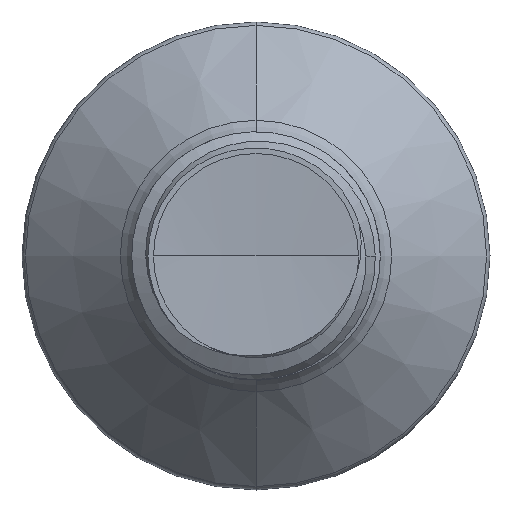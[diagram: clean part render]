
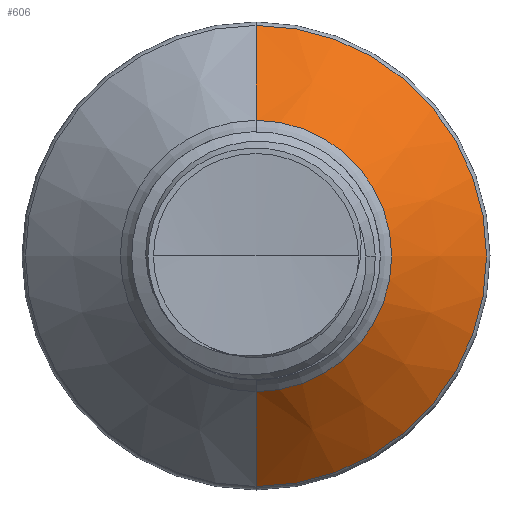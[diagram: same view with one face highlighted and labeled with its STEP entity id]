
A CAD part, front view. The second image highlights one B-rep face of the part: STEP entity #606.
In plain terms, the highlighted conical face has half-angle 45 degrees and reference radius 3.276 mm.
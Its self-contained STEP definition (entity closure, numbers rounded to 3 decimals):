
#606 = ADVANCED_FACE ( 'NONE', ( #6330 ), #9188, .T. ) ;
#730 = EDGE_CURVE ( 'NONE', #9084, #3818, #9047, .T. ) ;
#1469 = ORIENTED_EDGE ( 'NONE', *, *, #1957, .F. ) ;
#1957 = EDGE_CURVE ( 'NONE', #7428, #2425, #7504, .T. ) ;
#1974 = AXIS2_PLACEMENT_3D ( 'NONE', #8321, #8317, #8316 ) ;
#2425 = VERTEX_POINT ( 'NONE', #4612 ) ;
#2849 = AXIS2_PLACEMENT_3D ( 'NONE', #7318, #7316, #7306 ) ;
#3038 = CARTESIAN_POINT ( 'NONE',  ( 0., 2.607, -3.276 ) ) ;
#3780 = AXIS2_PLACEMENT_3D ( 'NONE', #8141, #8134, #8132 ) ;
#3818 = VERTEX_POINT ( 'NONE', #9242 ) ;
#4378 = CIRCLE ( 'NONE', #3780, 5.567 ) ;
#4612 = CARTESIAN_POINT ( 'NONE',  ( 0., 4.899, 5.567 ) ) ;
#4964 = CIRCLE ( 'NONE', #1974, 3.276 ) ;
#5098 = EDGE_CURVE ( 'NONE', #7428, #9084, #4964, .T. ) ;
#5729 = EDGE_CURVE ( 'NONE', #2425, #3818, #4378, .T. ) ;
#5858 = ORIENTED_EDGE ( 'NONE', *, *, #5098, .T. ) ;
#6100 = CARTESIAN_POINT ( 'NONE',  ( 0., 2.607, 3.276 ) ) ;
#6330 = FACE_OUTER_BOUND ( 'NONE', #6528, .T. ) ;
#6522 = DIRECTION ( 'NONE',  ( 0., 0.707, 0.707 ) ) ;
#6528 = EDGE_LOOP ( 'NONE', ( #5858, #7803, #9063, #1469 ) ) ;
#6827 = CARTESIAN_POINT ( 'NONE',  ( 0., 2.607, 3.276 ) ) ;
#7065 = DIRECTION ( 'NONE',  ( 0., 0.707, -0.707 ) ) ;
#7077 = CARTESIAN_POINT ( 'NONE',  ( 0., 2.607, -3.276 ) ) ;
#7272 = VECTOR ( 'NONE', #6522, 1000. ) ;
#7306 = DIRECTION ( 'NONE',  ( 0., 0., 1. ) ) ;
#7316 = DIRECTION ( 'NONE',  ( 0., 1., 0. ) ) ;
#7318 = CARTESIAN_POINT ( 'NONE',  ( 0., 2.607, 0. ) ) ;
#7408 = VECTOR ( 'NONE', #7065, 1000. ) ;
#7428 = VERTEX_POINT ( 'NONE', #6827 ) ;
#7504 = LINE ( 'NONE', #6100, #7272 ) ;
#7803 = ORIENTED_EDGE ( 'NONE', *, *, #730, .T. ) ;
#8132 = DIRECTION ( 'NONE',  ( 0., 0., 1. ) ) ;
#8134 = DIRECTION ( 'NONE',  ( 0., 1., 0. ) ) ;
#8141 = CARTESIAN_POINT ( 'NONE',  ( 0., 4.899, 0. ) ) ;
#8316 = DIRECTION ( 'NONE',  ( 0., 0., 1. ) ) ;
#8317 = DIRECTION ( 'NONE',  ( 0., 1., 0. ) ) ;
#8321 = CARTESIAN_POINT ( 'NONE',  ( 0., 2.607, 0. ) ) ;
#9047 = LINE ( 'NONE', #7077, #7408 ) ;
#9063 = ORIENTED_EDGE ( 'NONE', *, *, #5729, .F. ) ;
#9084 = VERTEX_POINT ( 'NONE', #3038 ) ;
#9188 = CONICAL_SURFACE ( 'NONE', #2849, 3.276, 0.785 ) ;
#9242 = CARTESIAN_POINT ( 'NONE',  ( 0., 4.899, -5.567 ) ) ;
